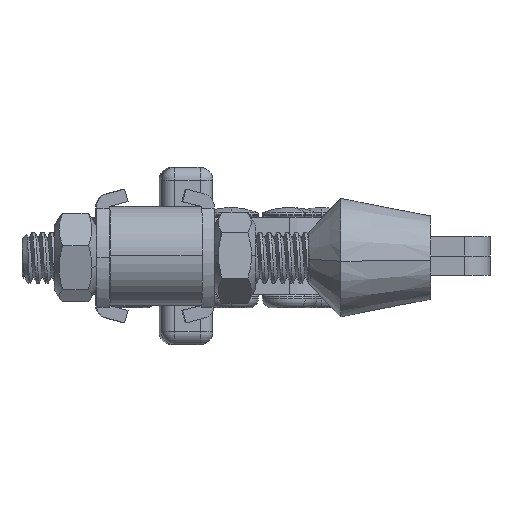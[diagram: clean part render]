
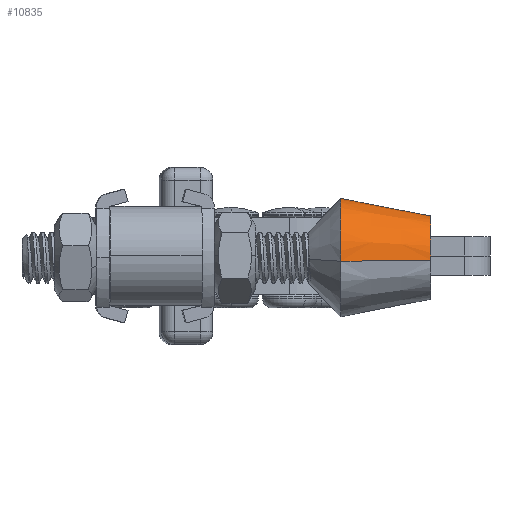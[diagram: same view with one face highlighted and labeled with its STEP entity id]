
A CAD part, left-side view. The second image highlights one B-rep face of the part: STEP entity #10835.
In plain terms, the highlighted conical face has half-angle 11.113 degrees and reference radius 9.25 mm.
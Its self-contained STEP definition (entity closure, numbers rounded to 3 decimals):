
#170 = DIRECTION ( 'NONE',  ( 0., 0., 1. ) ) ;
#2250 = ORIENTED_EDGE ( 'NONE', *, *, #24649, .T. ) ;
#3926 = AXIS2_PLACEMENT_3D ( 'NONE', #20668, #5667, #23207 ) ;
#5322 = CIRCLE ( 'NONE', #3926, 9.25 ) ;
#5667 = DIRECTION ( 'NONE',  ( 0., 0., 1. ) ) ;
#6126 = DIRECTION ( 'NONE',  ( 0., 0.193, 0.981 ) ) ;
#6422 = VERTEX_POINT ( 'NONE', #25304 ) ;
#7618 = CONICAL_SURFACE ( 'NONE', #10475, 9.25, 0.194 ) ;
#7818 = VERTEX_POINT ( 'NONE', #24875 ) ;
#8321 = VECTOR ( 'NONE', #6126, 1000. ) ;
#8331 = DIRECTION ( 'NONE',  ( 0., 0., 1. ) ) ;
#8414 = FACE_OUTER_BOUND ( 'NONE', #13293, .T. ) ;
#9178 = CARTESIAN_POINT ( 'NONE',  ( 0., 9.25, 5.5 ) ) ;
#9500 = EDGE_CURVE ( 'NONE', #9572, #6422, #5322, .T. ) ;
#9572 = VERTEX_POINT ( 'NONE', #13224 ) ;
#10475 = AXIS2_PLACEMENT_3D ( 'NONE', #15642, #8331, #30723 ) ;
#10487 = CIRCLE ( 'NONE', #23606, 6.5 ) ;
#10801 = ORIENTED_EDGE ( 'NONE', *, *, #32199, .T. ) ;
#10835 = ADVANCED_FACE ( 'NONE', ( #8414 ), #7618, .T. ) ;
#13143 = LINE ( 'NONE', #27608, #20588 ) ;
#13224 = CARTESIAN_POINT ( 'NONE',  ( 0., 9.25, 5.5 ) ) ;
#13293 = EDGE_LOOP ( 'NONE', ( #29400, #2250, #10801, #20525 ) ) ;
#15185 = CARTESIAN_POINT ( 'NONE',  ( 0., 0., -8.5 ) ) ;
#15642 = CARTESIAN_POINT ( 'NONE',  ( 0., 0., 5.5 ) ) ;
#15737 = LINE ( 'NONE', #9178, #8321 ) ;
#17726 = DIRECTION ( 'NONE',  ( 0., -1., 0. ) ) ;
#19268 = EDGE_CURVE ( 'NONE', #25787, #9572, #15737, .T. ) ;
#20525 = ORIENTED_EDGE ( 'NONE', *, *, #9500, .F. ) ;
#20588 = VECTOR ( 'NONE', #30849, 1000. ) ;
#20668 = CARTESIAN_POINT ( 'NONE',  ( 0., 0., 5.5 ) ) ;
#23207 = DIRECTION ( 'NONE',  ( 0., -1., 0. ) ) ;
#23606 = AXIS2_PLACEMENT_3D ( 'NONE', #15185, #170, #17726 ) ;
#24649 = EDGE_CURVE ( 'NONE', #25787, #7818, #10487, .T. ) ;
#24875 = CARTESIAN_POINT ( 'NONE',  ( 0., -6.5, -8.5 ) ) ;
#25304 = CARTESIAN_POINT ( 'NONE',  ( 0., -9.25, 5.5 ) ) ;
#25787 = VERTEX_POINT ( 'NONE', #27108 ) ;
#27108 = CARTESIAN_POINT ( 'NONE',  ( 0., 6.5, -8.5 ) ) ;
#27608 = CARTESIAN_POINT ( 'NONE',  ( 0., -9.25, 5.5 ) ) ;
#29400 = ORIENTED_EDGE ( 'NONE', *, *, #19268, .F. ) ;
#30723 = DIRECTION ( 'NONE',  ( 0., -1., 0. ) ) ;
#30849 = DIRECTION ( 'NONE',  ( 0., -0.193, 0.981 ) ) ;
#32199 = EDGE_CURVE ( 'NONE', #7818, #6422, #13143, .T. ) ;
